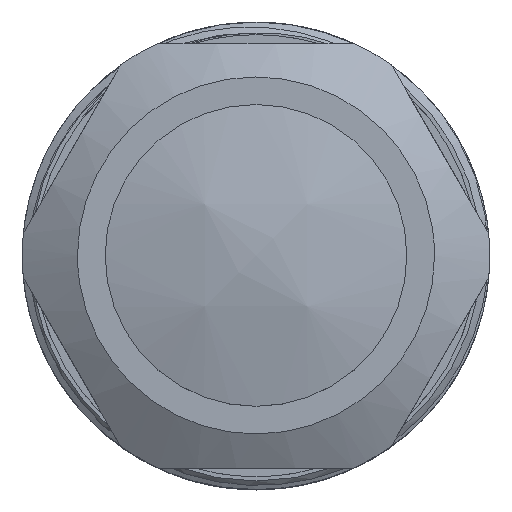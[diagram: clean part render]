
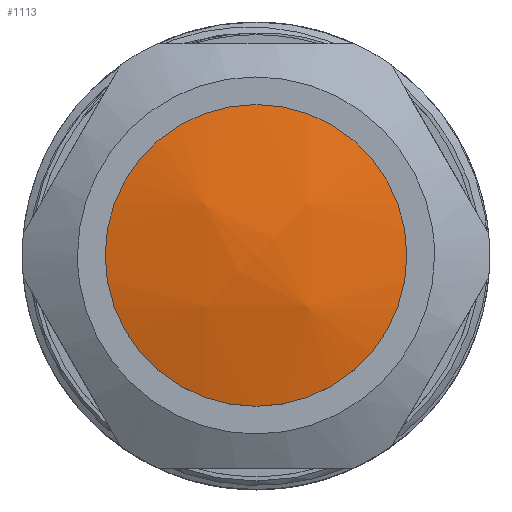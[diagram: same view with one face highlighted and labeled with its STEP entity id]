
A CAD part, top view. The second image highlights one B-rep face of the part: STEP entity #1113.
In plain terms, the highlighted free-form (B-spline) face has degree [3, 3] with [4, 4] control points.
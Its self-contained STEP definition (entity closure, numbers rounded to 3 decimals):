
#9 = CARTESIAN_POINT ( 'NONE',  ( 0., 80.814, 0. ) ) ;
#19 = DIRECTION ( 'NONE',  ( 0., -1., 0. ) ) ;
#35 = DIRECTION ( 'NONE',  ( 0., 0., -1. ) ) ;
#47 = CARTESIAN_POINT ( 'NONE',  ( 6.17, 81.667, -18.245 ) ) ;
#92 = CARTESIAN_POINT ( 'NONE',  ( 18.019, 81.643, -5.857 ) ) ;
#205 = VERTEX_POINT ( 'NONE', #5536 ) ;
#230 = ORIENTED_EDGE ( 'NONE', *, *, #5627, .F. ) ;
#347 = CARTESIAN_POINT ( 'NONE',  ( 6.17, 85.432, -6.239 ) ) ;
#476 = CARTESIAN_POINT ( 'NONE',  ( 6.17, 85.422, 6.344 ) ) ;
#744 = CARTESIAN_POINT ( 'NONE',  ( 6.17, 81.636, 18.344 ) ) ;
#1095 = CARTESIAN_POINT ( 'NONE',  ( -6.252, 85.424, -6.238 ) ) ;
#1113 = ADVANCED_FACE ( 'N', ( #4763 ), #4568, .T. ) ;
#1184 = EDGE_CURVE ( 'NONE', #205, #2597, #1200, .T. ) ;
#1189 = CARTESIAN_POINT ( 'NONE',  ( -18.095, 78.055, 17.214 ) ) ;
#1200 = CIRCLE ( 'NONE', #1829, 17.75 ) ;
#1407 = ORIENTED_EDGE ( 'NONE', *, *, #1184, .F. ) ;
#1581 = CARTESIAN_POINT ( 'NONE',  ( 18.019, 78.078, 17.221 ) ) ;
#1829 = AXIS2_PLACEMENT_3D ( 'NONE', #9, #19, #35 ) ;
#2059 = CARTESIAN_POINT ( 'NONE',  ( -6.252, 85.413, 6.343 ) ) ;
#2169 = CARTESIAN_POINT ( 'NONE',  ( -6.252, 81.628, 18.341 ) ) ;
#2597 = VERTEX_POINT ( 'NONE', #4490 ) ;
#2875 = CIRCLE ( 'NONE', #4805, 17.75 ) ;
#3076 = CARTESIAN_POINT ( 'NONE',  ( -6.252, 81.659, -18.242 ) ) ;
#3286 = CARTESIAN_POINT ( 'NONE',  ( -18.095, 81.608, 5.953 ) ) ;
#3529 = DIRECTION ( 'NONE',  ( 0., 0., -1. ) ) ;
#3535 = DIRECTION ( 'NONE',  ( 0., -1., 0. ) ) ;
#3544 = CARTESIAN_POINT ( 'NONE',  ( 0., 80.814, 0. ) ) ;
#4459 = CARTESIAN_POINT ( 'NONE',  ( -18.095, 78.084, -17.121 ) ) ;
#4490 = CARTESIAN_POINT ( 'NONE',  ( 0., 80.814, 17.75 ) ) ;
#4568 =( BOUNDED_SURFACE ( )  B_SPLINE_SURFACE ( 3, 3, ( 
 ( #5218, #92, #5577, #1581 ),
 ( #47, #347, #476, #744 ),
 ( #3076, #1095, #2059, #2169 ),
 ( #4459, #4928, #3286, #1189 ) ),
 .UNSPECIFIED., .F., .F., .F. ) 
 B_SPLINE_SURFACE_WITH_KNOTS ( ( 4, 4 ),
 ( 4, 4 ),
 ( 0., 1. ),
 ( 0., 1. ),
 .UNSPECIFIED. ) 
 GEOMETRIC_REPRESENTATION_ITEM ( )  RATIONAL_B_SPLINE_SURFACE ( (
 ( 1., 0.969, 0.969, 1.),
 ( 0.969, 0.939, 0.939, 0.969),
 ( 0.969, 0.939, 0.939, 0.969),
 ( 1., 0.969, 0.969, 1.) ) ) 
 REPRESENTATION_ITEM ( '' )  SURFACE ( )  );
#4763 = FACE_OUTER_BOUND ( 'NONE', #4816, .T. ) ;
#4805 = AXIS2_PLACEMENT_3D ( 'NONE', #3544, #3535, #3529 ) ;
#4816 = EDGE_LOOP ( 'NONE', ( #1407, #230 ) ) ;
#4928 = CARTESIAN_POINT ( 'NONE',  ( -18.095, 81.618, -5.854 ) ) ;
#5218 = CARTESIAN_POINT ( 'NONE',  ( 18.019, 78.107, -17.128 ) ) ;
#5536 = CARTESIAN_POINT ( 'NONE',  ( 0., 80.814, -17.75 ) ) ;
#5577 = CARTESIAN_POINT ( 'NONE',  ( 18.019, 81.633, 5.956 ) ) ;
#5627 = EDGE_CURVE ( 'NONE', #2597, #205, #2875, .T. ) ;
